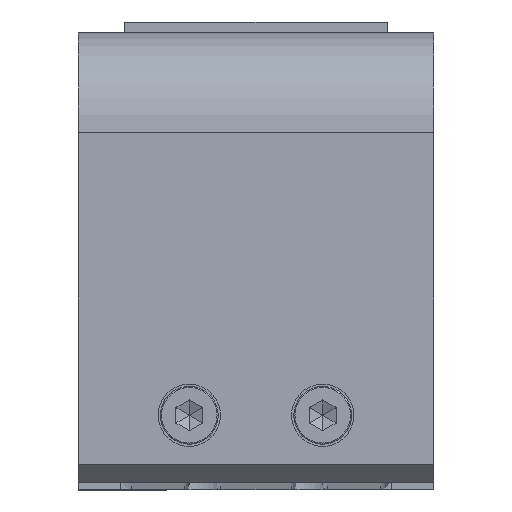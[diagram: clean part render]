
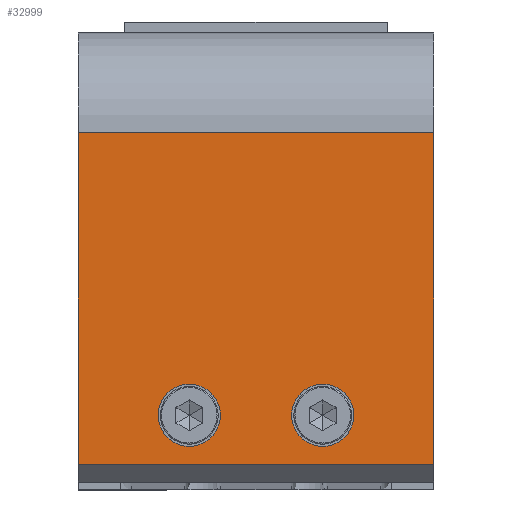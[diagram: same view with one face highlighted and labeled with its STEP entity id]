
A CAD part, top view. The second image highlights one B-rep face of the part: STEP entity #32999.
In plain terms, the highlighted planar face has unit normal (0, 0, 1).
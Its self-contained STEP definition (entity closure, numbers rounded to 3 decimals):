
#2621 = DIRECTION ( 'NONE',  ( 0., 0., 1. ) ) ;
#3218 = FACE_BOUND ( 'NONE', #21484, .T. ) ;
#6280 = DIRECTION ( 'NONE',  ( -1., 0., 0. ) ) ;
#8713 = VERTEX_POINT ( 'NONE', #93550 ) ;
#10155 = CARTESIAN_POINT ( 'NONE',  ( 167.798, 174.238, 570.351 ) ) ;
#12082 = CARTESIAN_POINT ( 'NONE',  ( 160.798, 174.238, 570.351 ) ) ;
#13217 = AXIS2_PLACEMENT_3D ( 'NONE', #56703, #105599, #152834 ) ;
#15723 = VERTEX_POINT ( 'NONE', #132309 ) ;
#17138 = VECTOR ( 'NONE', #56388, 1000. ) ;
#17664 = CARTESIAN_POINT ( 'NONE',  ( 185.798, 237.738, 570.351 ) ) ;
#21484 = EDGE_LOOP ( 'NONE', ( #70858, #147280 ) ) ;
#22404 = LINE ( 'NONE', #70588, #117876 ) ;
#24056 = EDGE_LOOP ( 'NONE', ( #100192, #84648, #63411, #77797 ) ) ;
#26751 = FACE_BOUND ( 'NONE', #111293, .T. ) ;
#27404 = EDGE_CURVE ( 'NONE', #113792, #111748, #118035, .T. ) ;
#27498 = FACE_OUTER_BOUND ( 'NONE', #24056, .T. ) ;
#32708 = CARTESIAN_POINT ( 'NONE',  ( 105.798, 237.738, 570.351 ) ) ;
#32999 = ADVANCED_FACE ( 'NONE', ( #26751, #3218, #27498 ), #122925, .F. ) ;
#34966 = DIRECTION ( 'NONE',  ( 0., -1., 0. ) ) ;
#35798 = CARTESIAN_POINT ( 'NONE',  ( 185.798, 163.238, 570.351 ) ) ;
#36458 = AXIS2_PLACEMENT_3D ( 'NONE', #71182, #82203, #130192 ) ;
#39986 = AXIS2_PLACEMENT_3D ( 'NONE', #12082, #2621, #72766 ) ;
#49716 = AXIS2_PLACEMENT_3D ( 'NONE', #87286, #65136, #148658 ) ;
#52091 = CARTESIAN_POINT ( 'NONE',  ( 185.798, 159.238, 570.351 ) ) ;
#56388 = DIRECTION ( 'NONE',  ( 1., 0., 0. ) ) ;
#56703 = CARTESIAN_POINT ( 'NONE',  ( 130.798, 174.238, 570.351 ) ) ;
#57128 = CIRCLE ( 'NONE', #49716, 7. ) ;
#57561 = AXIS2_PLACEMENT_3D ( 'NONE', #52091, #147310, #6280 ) ;
#58534 = EDGE_CURVE ( 'NONE', #8713, #96345, #128919, .T. ) ;
#63408 = EDGE_CURVE ( 'NONE', #148000, #125255, #22404, .T. ) ;
#63411 = ORIENTED_EDGE ( 'NONE', *, *, #97467, .F. ) ;
#65136 = DIRECTION ( 'NONE',  ( 0., 0., 1. ) ) ;
#69544 = CARTESIAN_POINT ( 'NONE',  ( 105.798, 163.238, 570.351 ) ) ;
#70588 = CARTESIAN_POINT ( 'NONE',  ( 105.798, 159.238, 570.351 ) ) ;
#70858 = ORIENTED_EDGE ( 'NONE', *, *, #109205, .F. ) ;
#71182 = CARTESIAN_POINT ( 'NONE',  ( 130.798, 174.238, 570.351 ) ) ;
#72766 = DIRECTION ( 'NONE',  ( 1., 0., 0. ) ) ;
#77797 = ORIENTED_EDGE ( 'NONE', *, *, #153116, .T. ) ;
#80921 = ORIENTED_EDGE ( 'NONE', *, *, #151199, .F. ) ;
#82009 = DIRECTION ( 'NONE',  ( 0., -1., 0. ) ) ;
#82203 = DIRECTION ( 'NONE',  ( 0., 0., 1. ) ) ;
#84400 = CIRCLE ( 'NONE', #36458, 7. ) ;
#84648 = ORIENTED_EDGE ( 'NONE', *, *, #143212, .T. ) ;
#87286 = CARTESIAN_POINT ( 'NONE',  ( 160.798, 174.238, 570.351 ) ) ;
#89702 = CARTESIAN_POINT ( 'NONE',  ( 185.798, 163.238, 570.351 ) ) ;
#93550 = CARTESIAN_POINT ( 'NONE',  ( 137.798, 174.238, 570.351 ) ) ;
#96345 = VERTEX_POINT ( 'NONE', #103727 ) ;
#97467 = EDGE_CURVE ( 'NONE', #15723, #106150, #153689, .T. ) ;
#100192 = ORIENTED_EDGE ( 'NONE', *, *, #63408, .T. ) ;
#103727 = CARTESIAN_POINT ( 'NONE',  ( 123.798, 174.238, 570.351 ) ) ;
#105599 = DIRECTION ( 'NONE',  ( 0., 0., 1. ) ) ;
#106150 = VERTEX_POINT ( 'NONE', #89702 ) ;
#108586 = ORIENTED_EDGE ( 'NONE', *, *, #58534, .F. ) ;
#109205 = EDGE_CURVE ( 'NONE', #111748, #113792, #57128, .T. ) ;
#111293 = EDGE_LOOP ( 'NONE', ( #108586, #80921 ) ) ;
#111748 = VERTEX_POINT ( 'NONE', #10155 ) ;
#113037 = LINE ( 'NONE', #17664, #142741 ) ;
#113792 = VERTEX_POINT ( 'NONE', #129907 ) ;
#117876 = VECTOR ( 'NONE', #34966, 1000. ) ;
#118035 = CIRCLE ( 'NONE', #39986, 7. ) ;
#119424 = LINE ( 'NONE', #35798, #17138 ) ;
#122925 = PLANE ( 'NONE',  #57561 ) ;
#125255 = VERTEX_POINT ( 'NONE', #69544 ) ;
#128919 = CIRCLE ( 'NONE', #13217, 7. ) ;
#129907 = CARTESIAN_POINT ( 'NONE',  ( 153.798, 174.238, 570.351 ) ) ;
#130192 = DIRECTION ( 'NONE',  ( 1., 0., 0. ) ) ;
#132309 = CARTESIAN_POINT ( 'NONE',  ( 185.798, 237.738, 570.351 ) ) ;
#137431 = DIRECTION ( 'NONE',  ( -1., 0., 0. ) ) ;
#137564 = VECTOR ( 'NONE', #82009, 1000. ) ;
#141843 = CARTESIAN_POINT ( 'NONE',  ( 185.798, 159.238, 570.351 ) ) ;
#142741 = VECTOR ( 'NONE', #137431, 1000. ) ;
#143212 = EDGE_CURVE ( 'NONE', #125255, #106150, #119424, .T. ) ;
#147280 = ORIENTED_EDGE ( 'NONE', *, *, #27404, .F. ) ;
#147310 = DIRECTION ( 'NONE',  ( 0., 0., -1. ) ) ;
#148000 = VERTEX_POINT ( 'NONE', #32708 ) ;
#148658 = DIRECTION ( 'NONE',  ( 1., 0., 0. ) ) ;
#151199 = EDGE_CURVE ( 'NONE', #96345, #8713, #84400, .T. ) ;
#152834 = DIRECTION ( 'NONE',  ( 1., 0., 0. ) ) ;
#153116 = EDGE_CURVE ( 'NONE', #15723, #148000, #113037, .T. ) ;
#153689 = LINE ( 'NONE', #141843, #137564 ) ;
